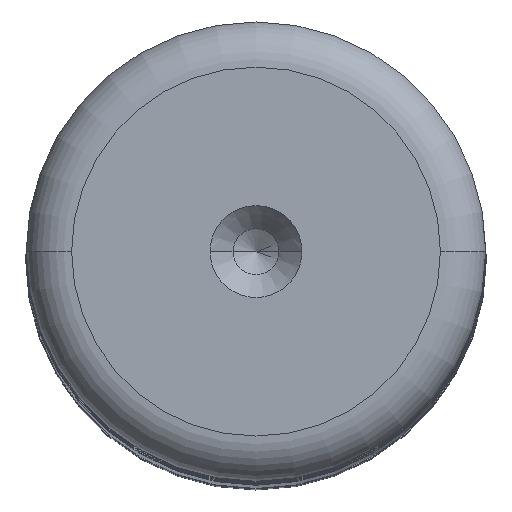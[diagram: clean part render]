
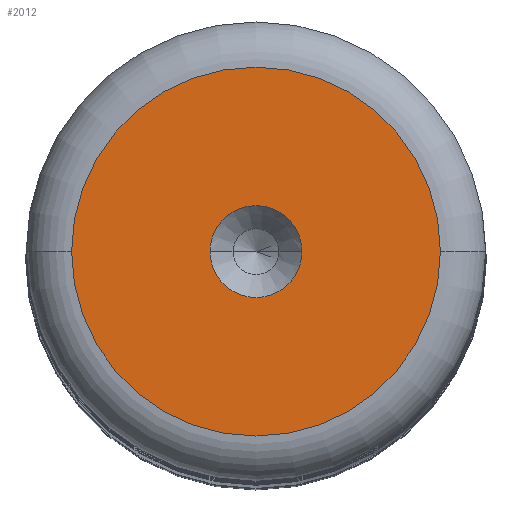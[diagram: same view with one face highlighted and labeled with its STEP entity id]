
A CAD part, top view. The second image highlights one B-rep face of the part: STEP entity #2012.
In plain terms, the highlighted planar face has unit normal (0, 0, 1).
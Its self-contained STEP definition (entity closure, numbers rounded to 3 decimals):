
#7 = DIRECTION ( 'NONE',  ( 1., 0., 0. ) ) ;
#105 = DIRECTION ( 'NONE',  ( 1., 0., 0. ) ) ;
#125 = CARTESIAN_POINT ( 'NONE',  ( -4.011, 0., 100. ) ) ;
#341 = EDGE_CURVE ( 'NONE', #2323, #676, #1306, .T. ) ;
#511 = EDGE_CURVE ( 'NONE', #1498, #667, #1335, .T. ) ;
#555 = CARTESIAN_POINT ( 'NONE',  ( -1., 0., 100. ) ) ;
#595 = AXIS2_PLACEMENT_3D ( 'NONE', #1014, #2371, #1221 ) ;
#620 = CARTESIAN_POINT ( 'NONE',  ( 0., 0., 100. ) ) ;
#650 = PLANE ( 'NONE',  #1326 ) ;
#667 = VERTEX_POINT ( 'NONE', #995 ) ;
#671 = AXIS2_PLACEMENT_3D ( 'NONE', #620, #1972, #811 ) ;
#676 = VERTEX_POINT ( 'NONE', #2349 ) ;
#749 = FACE_BOUND ( 'NONE', #1021, .T. ) ;
#760 = EDGE_LOOP ( 'NONE', ( #970, #2304 ) ) ;
#809 = EDGE_CURVE ( 'NONE', #667, #1498, #2325, .T. ) ;
#811 = DIRECTION ( 'NONE',  ( 1., 0., 0. ) ) ;
#844 = CARTESIAN_POINT ( 'NONE',  ( 0., 0., 100. ) ) ;
#868 = DIRECTION ( 'NONE',  ( 0., 0., 1. ) ) ;
#970 = ORIENTED_EDGE ( 'NONE', *, *, #809, .T. ) ;
#972 = AXIS2_PLACEMENT_3D ( 'NONE', #2288, #1129, #7 ) ;
#995 = CARTESIAN_POINT ( 'NONE',  ( 4.011, 0., 100. ) ) ;
#1014 = CARTESIAN_POINT ( 'NONE',  ( 0., 0., 100. ) ) ;
#1021 = EDGE_LOOP ( 'NONE', ( #2255, #1973 ) ) ;
#1129 = DIRECTION ( 'NONE',  ( 0., 0., 1. ) ) ;
#1207 = FACE_OUTER_BOUND ( 'NONE', #760, .T. ) ;
#1221 = DIRECTION ( 'NONE',  ( 1., 0., 0. ) ) ;
#1231 = DIRECTION ( 'NONE',  ( 0., 0., 1. ) ) ;
#1234 = CIRCLE ( 'NONE', #595, 1. ) ;
#1274 = AXIS2_PLACEMENT_3D ( 'NONE', #2023, #868, #2216 ) ;
#1306 = CIRCLE ( 'NONE', #972, 1. ) ;
#1326 = AXIS2_PLACEMENT_3D ( 'NONE', #844, #1231, #105 ) ;
#1335 = CIRCLE ( 'NONE', #671, 4.011 ) ;
#1498 = VERTEX_POINT ( 'NONE', #125 ) ;
#1721 = EDGE_CURVE ( 'NONE', #676, #2323, #1234, .T. ) ;
#1972 = DIRECTION ( 'NONE',  ( 0., 0., 1. ) ) ;
#1973 = ORIENTED_EDGE ( 'NONE', *, *, #341, .F. ) ;
#2012 = ADVANCED_FACE ( 'NONE', ( #749, #1207 ), #650, .T. ) ;
#2023 = CARTESIAN_POINT ( 'NONE',  ( 0., 0., 100. ) ) ;
#2216 = DIRECTION ( 'NONE',  ( 1., 0., 0. ) ) ;
#2255 = ORIENTED_EDGE ( 'NONE', *, *, #1721, .F. ) ;
#2288 = CARTESIAN_POINT ( 'NONE',  ( 0., 0., 100. ) ) ;
#2304 = ORIENTED_EDGE ( 'NONE', *, *, #511, .T. ) ;
#2323 = VERTEX_POINT ( 'NONE', #555 ) ;
#2325 = CIRCLE ( 'NONE', #1274, 4.011 ) ;
#2349 = CARTESIAN_POINT ( 'NONE',  ( 1., 0., 100. ) ) ;
#2371 = DIRECTION ( 'NONE',  ( 0., 0., 1. ) ) ;
